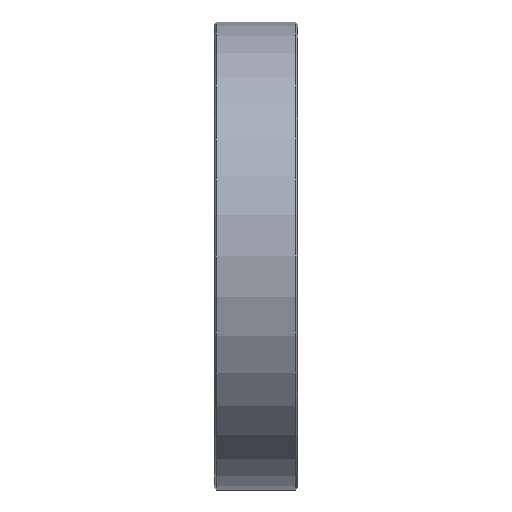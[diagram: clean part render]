
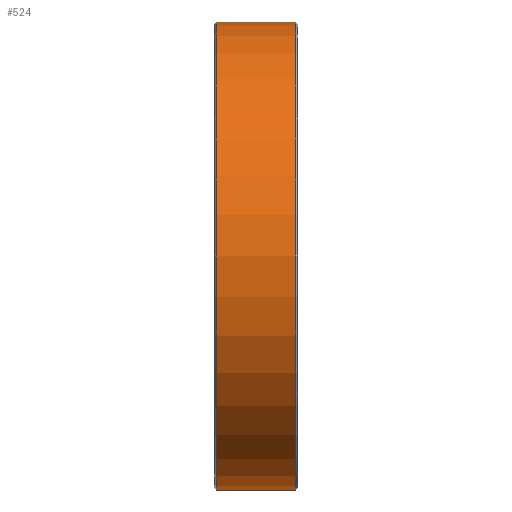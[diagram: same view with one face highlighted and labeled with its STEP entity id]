
A CAD part, left-side view. The second image highlights one B-rep face of the part: STEP entity #524.
In plain terms, the highlighted cylindrical face has radius 11.113 mm (diameter 22.225 mm), a partial arc.
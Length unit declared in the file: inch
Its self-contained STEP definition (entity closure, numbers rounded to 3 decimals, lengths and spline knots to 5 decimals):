
#73 = VECTOR ( 'NONE', #794, 39.37008 ) ;
#107 = AXIS2_PLACEMENT_3D ( 'NONE', #1861, #431, #1225 ) ;
#186 = ORIENTED_EDGE ( 'NONE', *, *, #1556, .T. ) ;
#251 = CARTESIAN_POINT ( 'NONE',  ( 0., 0.07413, 0. ) ) ;
#278 = CARTESIAN_POINT ( 'NONE',  ( 0., -0.07413, -0.4375 ) ) ;
#312 = CARTESIAN_POINT ( 'NONE',  ( 0., 0.07413, 0.4375 ) ) ;
#431 = DIRECTION ( 'NONE',  ( 0., -1., 0. ) ) ;
#462 = VERTEX_POINT ( 'NONE', #571 ) ;
#524 = ADVANCED_FACE ( 'NONE', ( #1725 ), #1467, .T. ) ;
#534 = CARTESIAN_POINT ( 'NONE',  ( 0., -0.07413, 0.4375 ) ) ;
#571 = CARTESIAN_POINT ( 'NONE',  ( 0., 0.07413, -0.4375 ) ) ;
#577 = DIRECTION ( 'NONE',  ( 0., 0., 1. ) ) ;
#590 = AXIS2_PLACEMENT_3D ( 'NONE', #251, #1517, #577 ) ;
#675 = ORIENTED_EDGE ( 'NONE', *, *, #1706, .F. ) ;
#682 = EDGE_LOOP ( 'NONE', ( #675, #186, #1947, #1988 ) ) ;
#774 = CARTESIAN_POINT ( 'NONE',  ( 0., 0.07813, 0.4375 ) ) ;
#794 = DIRECTION ( 'NONE',  ( 0., -1., 0. ) ) ;
#813 = EDGE_CURVE ( 'NONE', #462, #1783, #1325, .T. ) ;
#841 = CIRCLE ( 'NONE', #590, 0.4375 ) ;
#899 = VECTOR ( 'NONE', #1108, 39.37008 ) ;
#979 = VERTEX_POINT ( 'NONE', #534 ) ;
#1108 = DIRECTION ( 'NONE',  ( 0., -1., 0. ) ) ;
#1189 = EDGE_CURVE ( 'NONE', #1783, #979, #1288, .T. ) ;
#1225 = DIRECTION ( 'NONE',  ( 0., 0., -1. ) ) ;
#1288 = CIRCLE ( 'NONE', #1780, 0.4375 ) ;
#1325 = LINE ( 'NONE', #1577, #899 ) ;
#1441 = DIRECTION ( 'NONE',  ( 0., 0., 1. ) ) ;
#1467 = CYLINDRICAL_SURFACE ( 'NONE', #107, 0.4375 ) ;
#1469 = VERTEX_POINT ( 'NONE', #312 ) ;
#1517 = DIRECTION ( 'NONE',  ( 0., -1., 0. ) ) ;
#1556 = EDGE_CURVE ( 'NONE', #1469, #462, #841, .T. ) ;
#1577 = CARTESIAN_POINT ( 'NONE',  ( 0., 0.07813, -0.4375 ) ) ;
#1605 = DIRECTION ( 'NONE',  ( 0., 1., 0. ) ) ;
#1658 = LINE ( 'NONE', #774, #73 ) ;
#1706 = EDGE_CURVE ( 'NONE', #1469, #979, #1658, .T. ) ;
#1725 = FACE_OUTER_BOUND ( 'NONE', #682, .T. ) ;
#1764 = CARTESIAN_POINT ( 'NONE',  ( 0., -0.07413, 0. ) ) ;
#1780 = AXIS2_PLACEMENT_3D ( 'NONE', #1764, #1605, #1441 ) ;
#1783 = VERTEX_POINT ( 'NONE', #278 ) ;
#1861 = CARTESIAN_POINT ( 'NONE',  ( 0., 0.07813, 0. ) ) ;
#1947 = ORIENTED_EDGE ( 'NONE', *, *, #813, .T. ) ;
#1988 = ORIENTED_EDGE ( 'NONE', *, *, #1189, .T. ) ;
